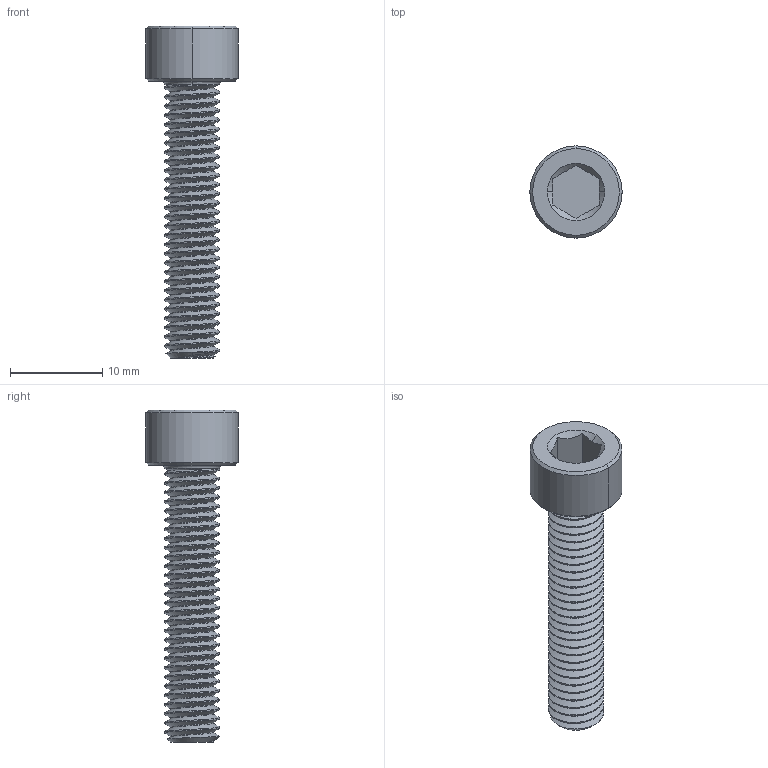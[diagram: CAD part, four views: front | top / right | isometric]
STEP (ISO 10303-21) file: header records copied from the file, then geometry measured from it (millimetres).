
FILE_DESCRIPTION (( 'STEP AP203' ), '1' );
FILE_NAME ('91290A332_Alloy Steel Socket Head Screw.STEP', '2023-01-11T17:16:58', ( 'Administrator' ), ( 'Managed by Terraform' ), 'SwSTEP 2.0', 'SolidWorks 2017', '' );
FILE_SCHEMA (( 'CONFIG_CONTROL_DESIGN' ));
Length unit declared in the file: millimetre
Products named in the file (1): 91290A332_Alloy Steel Socket Head Screw
Bounding box: 10 x 10 x 36 mm (x, y, z)
Volume: 1037.5 mm3; surface area: 1282.3 mm2
Topology: 1 solids, 1 shells, 88 faces, 242 edges, 158 vertices
Faces by surface type: cylinder 61, cone 12, plane 10, bspline 3, torus 2
Entity records: 7465 total; most frequent: CARTESIAN_POINT 5538, ORIENTED_EDGE 484, DIRECTION 298, EDGE_CURVE 242, VERTEX_POINT 158, AXIS2_PLACEMENT_3D 108, EDGE_LOOP 90, FACE_OUTER_BOUND 88
